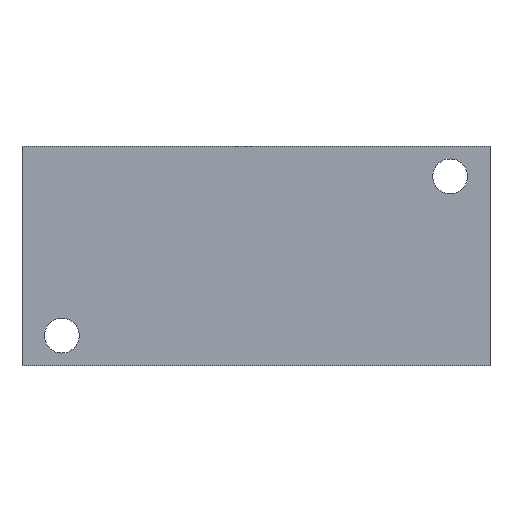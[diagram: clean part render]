
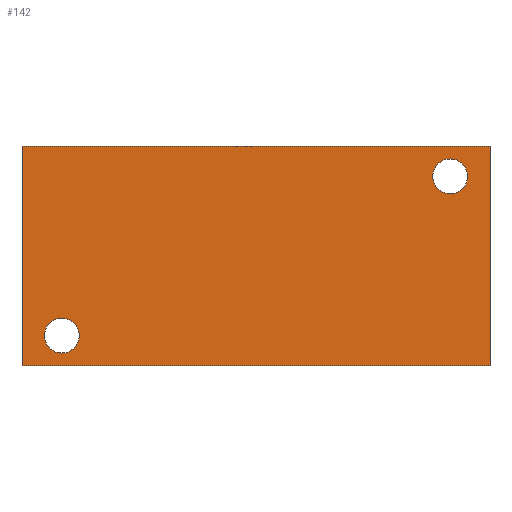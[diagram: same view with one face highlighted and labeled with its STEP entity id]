
A CAD part, front view. The second image highlights one B-rep face of the part: STEP entity #142.
In plain terms, the highlighted planar face has unit normal (0, -1, 0).
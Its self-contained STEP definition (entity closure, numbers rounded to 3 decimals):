
#2 = DIRECTION ( 'NONE',  ( 0., 0., 1. ) ) ;
#3 = CARTESIAN_POINT ( 'NONE',  ( 47., 0., 0. ) ) ;
#9 = CARTESIAN_POINT ( 'NONE',  ( 0., 0., -22. ) ) ;
#12 = CARTESIAN_POINT ( 'NONE',  ( 0., 0., -22. ) ) ;
#13 = EDGE_CURVE ( 'NONE', #101, #184, #63, .T. ) ;
#14 = ORIENTED_EDGE ( 'NONE', *, *, #305, .F. ) ;
#17 = AXIS2_PLACEMENT_3D ( 'NONE', #67, #38, #307 ) ;
#21 = ORIENTED_EDGE ( 'NONE', *, *, #106, .F. ) ;
#23 = ORIENTED_EDGE ( 'NONE', *, *, #193, .F. ) ;
#25 = VERTEX_POINT ( 'NONE', #350 ) ;
#28 = FACE_BOUND ( 'NONE', #300, .T. ) ;
#34 = VECTOR ( 'NONE', #2, 1000. ) ;
#38 = DIRECTION ( 'NONE',  ( 0., 1., 0. ) ) ;
#42 = AXIS2_PLACEMENT_3D ( 'NONE', #74, #123, #339 ) ;
#45 = CARTESIAN_POINT ( 'NONE',  ( 4., 0., -20.75 ) ) ;
#63 = LINE ( 'NONE', #9, #348 ) ;
#67 = CARTESIAN_POINT ( 'NONE',  ( 4., 0., -19. ) ) ;
#74 = CARTESIAN_POINT ( 'NONE',  ( 43., 0., -3. ) ) ;
#78 = VERTEX_POINT ( 'NONE', #135 ) ;
#81 = ORIENTED_EDGE ( 'NONE', *, *, #328, .T. ) ;
#95 = CARTESIAN_POINT ( 'NONE',  ( 0., 0., 0. ) ) ;
#101 = VERTEX_POINT ( 'NONE', #117 ) ;
#103 = ORIENTED_EDGE ( 'NONE', *, *, #320, .T. ) ;
#106 = EDGE_CURVE ( 'NONE', #340, #101, #188, .T. ) ;
#111 = CIRCLE ( 'NONE', #42, 1.75 ) ;
#117 = CARTESIAN_POINT ( 'NONE',  ( 47., 0., -22. ) ) ;
#123 = DIRECTION ( 'NONE',  ( 0., 1., 0. ) ) ;
#128 = CIRCLE ( 'NONE', #206, 1.75 ) ;
#135 = CARTESIAN_POINT ( 'NONE',  ( 4., 0., -17.25 ) ) ;
#140 = CARTESIAN_POINT ( 'NONE',  ( 43., 0., -3. ) ) ;
#142 = ADVANCED_FACE ( 'NONE', ( #309, #28, #219 ), #244, .T. ) ;
#148 = CARTESIAN_POINT ( 'NONE',  ( 43., 0., -4.75 ) ) ;
#153 = ORIENTED_EDGE ( 'NONE', *, *, #154, .T. ) ;
#154 = EDGE_CURVE ( 'NONE', #161, #263, #128, .T. ) ;
#158 = LINE ( 'NONE', #216, #34 ) ;
#161 = VERTEX_POINT ( 'NONE', #317 ) ;
#163 = VECTOR ( 'NONE', #169, 1000. ) ;
#164 = DIRECTION ( 'NONE',  ( 0., 0., -1. ) ) ;
#165 = AXIS2_PLACEMENT_3D ( 'NONE', #166, #335, #315 ) ;
#166 = CARTESIAN_POINT ( 'NONE',  ( 4., 0., -19. ) ) ;
#168 = CARTESIAN_POINT ( 'NONE',  ( 47., 0., 0. ) ) ;
#169 = DIRECTION ( 'NONE',  ( 1., 0., 0. ) ) ;
#172 = EDGE_CURVE ( 'NONE', #263, #161, #111, .T. ) ;
#179 = VERTEX_POINT ( 'NONE', #45 ) ;
#181 = EDGE_LOOP ( 'NONE', ( #153, #319 ) ) ;
#184 = VERTEX_POINT ( 'NONE', #12 ) ;
#188 = LINE ( 'NONE', #3, #248 ) ;
#193 = EDGE_CURVE ( 'NONE', #25, #340, #229, .T. ) ;
#204 = DIRECTION ( 'NONE',  ( 0., 0., 1. ) ) ;
#206 = AXIS2_PLACEMENT_3D ( 'NONE', #140, #334, #204 ) ;
#215 = CARTESIAN_POINT ( 'NONE',  ( 0., 0., 0. ) ) ;
#216 = CARTESIAN_POINT ( 'NONE',  ( 0., 0., 0. ) ) ;
#219 = FACE_OUTER_BOUND ( 'NONE', #271, .T. ) ;
#226 = CIRCLE ( 'NONE', #165, 1.75 ) ;
#229 = LINE ( 'NONE', #95, #163 ) ;
#244 = PLANE ( 'NONE',  #270 ) ;
#248 = VECTOR ( 'NONE', #249, 1000. ) ;
#249 = DIRECTION ( 'NONE',  ( 0., 0., -1. ) ) ;
#263 = VERTEX_POINT ( 'NONE', #148 ) ;
#270 = AXIS2_PLACEMENT_3D ( 'NONE', #215, #306, #164 ) ;
#271 = EDGE_LOOP ( 'NONE', ( #14, #295, #21, #23 ) ) ;
#275 = CIRCLE ( 'NONE', #17, 1.75 ) ;
#295 = ORIENTED_EDGE ( 'NONE', *, *, #13, .F. ) ;
#300 = EDGE_LOOP ( 'NONE', ( #81, #103 ) ) ;
#305 = EDGE_CURVE ( 'NONE', #184, #25, #158, .T. ) ;
#306 = DIRECTION ( 'NONE',  ( 0., -1., 0. ) ) ;
#307 = DIRECTION ( 'NONE',  ( 0., 0., 1. ) ) ;
#309 = FACE_BOUND ( 'NONE', #181, .T. ) ;
#315 = DIRECTION ( 'NONE',  ( 0., 0., 1. ) ) ;
#317 = CARTESIAN_POINT ( 'NONE',  ( 43., 0., -1.25 ) ) ;
#319 = ORIENTED_EDGE ( 'NONE', *, *, #172, .T. ) ;
#320 = EDGE_CURVE ( 'NONE', #179, #78, #226, .T. ) ;
#328 = EDGE_CURVE ( 'NONE', #78, #179, #275, .T. ) ;
#330 = DIRECTION ( 'NONE',  ( -1., 0., 0. ) ) ;
#334 = DIRECTION ( 'NONE',  ( 0., 1., 0. ) ) ;
#335 = DIRECTION ( 'NONE',  ( 0., 1., 0. ) ) ;
#339 = DIRECTION ( 'NONE',  ( 0., 0., 1. ) ) ;
#340 = VERTEX_POINT ( 'NONE', #168 ) ;
#348 = VECTOR ( 'NONE', #330, 1000. ) ;
#350 = CARTESIAN_POINT ( 'NONE',  ( 0., 0., 0. ) ) ;
